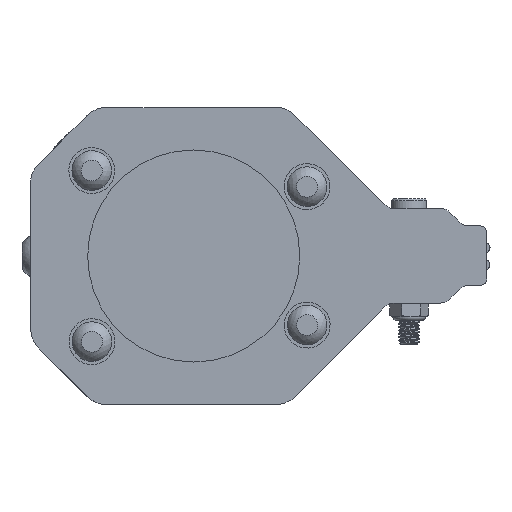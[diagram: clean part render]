
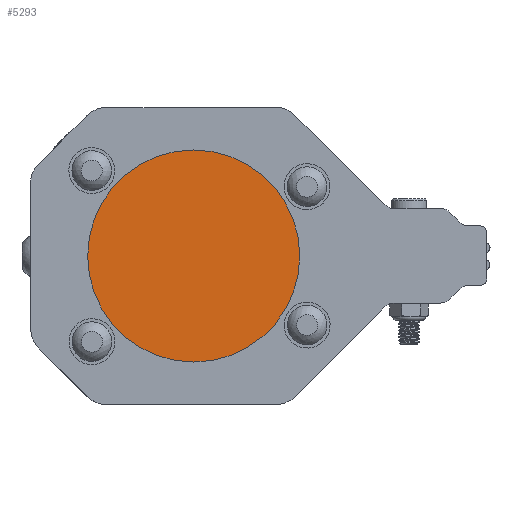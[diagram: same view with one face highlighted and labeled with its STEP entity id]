
A CAD part, left-side view. The second image highlights one B-rep face of the part: STEP entity #5293.
In plain terms, the highlighted planar face has unit normal (-1, 0, 0).
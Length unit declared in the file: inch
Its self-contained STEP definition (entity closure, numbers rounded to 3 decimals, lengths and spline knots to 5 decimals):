
#1145=PLANE('',#5740);
#1330=FACE_OUTER_BOUND('',#1696,.T.);
#1696=EDGE_LOOP('',(#3954));
#2244=CIRCLE('',#5739,1.);
#2665=VERTEX_POINT('',#14176);
#3193=EDGE_CURVE('',#2665,#2665,#2244,.T.);
#3954=ORIENTED_EDGE('',*,*,#3193,.T.);
#5293=ADVANCED_FACE('',(#1330),#1145,.T.);
#5739=AXIS2_PLACEMENT_3D('',#14177,#6634,#6635);
#5740=AXIS2_PLACEMENT_3D('',#14178,#6636,#6637);
#6634=DIRECTION('center_axis',(-1.,0.,0.));
#6635=DIRECTION('ref_axis',(0.,-0.001,-1.));
#6636=DIRECTION('center_axis',(-1.,0.,0.));
#6637=DIRECTION('ref_axis',(0.,0.001,1.));
#14176=CARTESIAN_POINT('',(-6.05905,0.00118,1.));
#14177=CARTESIAN_POINT('Origin',(-6.05905,0.,
0.));
#14178=CARTESIAN_POINT('Origin',(-6.05905,0.,
0.));
